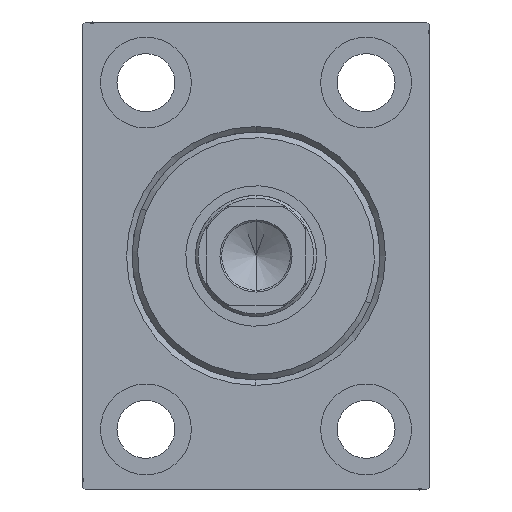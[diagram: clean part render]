
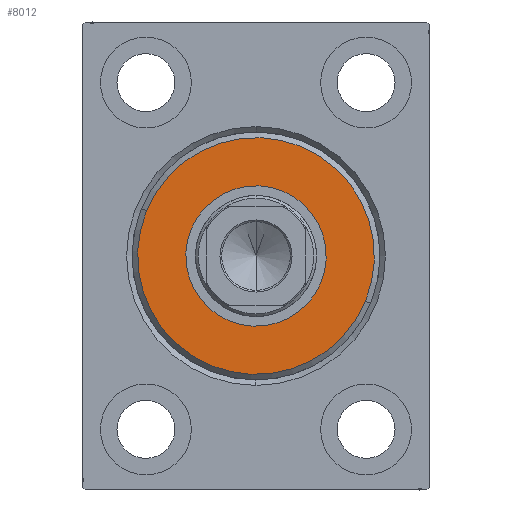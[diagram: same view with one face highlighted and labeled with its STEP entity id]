
A CAD part, left-side view. The second image highlights one B-rep face of the part: STEP entity #8012.
In plain terms, the highlighted face is planar.
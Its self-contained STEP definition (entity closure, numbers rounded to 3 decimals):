
#220 = DIRECTION ( 'NONE',  ( 0., 0., -1. ) ) ;
#1476 = AXIS2_PLACEMENT_3D ( 'NONE', #19065, #33467, #29701 ) ;
#3304 = PLANE ( 'NONE',  #13707 ) ;
#4532 = CARTESIAN_POINT ( 'NONE',  ( 3., 0., -12.75 ) ) ;
#5407 = CIRCLE ( 'NONE', #11755, 21.5 ) ;
#6060 = DIRECTION ( 'NONE',  ( -1., 0., 0. ) ) ;
#6454 = VERTEX_POINT ( 'NONE', #26250 ) ;
#8012 = ADVANCED_FACE ( 'NONE', ( #13447, #16977 ), #3304, .T. ) ;
#8331 = AXIS2_PLACEMENT_3D ( 'NONE', #36362, #6060, #15107 ) ;
#11755 = AXIS2_PLACEMENT_3D ( 'NONE', #17663, #24745, #220 ) ;
#12036 = EDGE_LOOP ( 'NONE', ( #22516, #25899 ) ) ;
#12168 = DIRECTION ( 'NONE',  ( 0., 0., -1. ) ) ;
#13447 = FACE_OUTER_BOUND ( 'NONE', #12036, .T. ) ;
#13707 = AXIS2_PLACEMENT_3D ( 'NONE', #40675, #24272, #23839 ) ;
#15048 = DIRECTION ( 'NONE',  ( -1., 0., 0. ) ) ;
#15107 = DIRECTION ( 'NONE',  ( 0., 0., -1. ) ) ;
#15396 = CARTESIAN_POINT ( 'NONE',  ( 3., 0., 12.75 ) ) ;
#16042 = EDGE_CURVE ( 'NONE', #17592, #35064, #35678, .T. ) ;
#16485 = AXIS2_PLACEMENT_3D ( 'NONE', #42487, #15048, #12168 ) ;
#16977 = FACE_BOUND ( 'NONE', #22503, .T. ) ;
#17592 = VERTEX_POINT ( 'NONE', #4532 ) ;
#17663 = CARTESIAN_POINT ( 'NONE',  ( 3., 0., 0. ) ) ;
#19065 = CARTESIAN_POINT ( 'NONE',  ( 3., 0., 0. ) ) ;
#20505 = CIRCLE ( 'NONE', #1476, 21.5 ) ;
#20763 = ORIENTED_EDGE ( 'NONE', *, *, #29240, .T. ) ;
#21435 = VERTEX_POINT ( 'NONE', #33427 ) ;
#22503 = EDGE_LOOP ( 'NONE', ( #20763, #41797 ) ) ;
#22516 = ORIENTED_EDGE ( 'NONE', *, *, #41181, .T. ) ;
#23839 = DIRECTION ( 'NONE',  ( 0., 0., -1. ) ) ;
#24272 = DIRECTION ( 'NONE',  ( 1., 0., 0. ) ) ;
#24745 = DIRECTION ( 'NONE',  ( 1., 0., 0. ) ) ;
#25737 = EDGE_CURVE ( 'NONE', #6454, #21435, #5407, .T. ) ;
#25899 = ORIENTED_EDGE ( 'NONE', *, *, #25737, .T. ) ;
#26250 = CARTESIAN_POINT ( 'NONE',  ( 3., 0., -21.5 ) ) ;
#29240 = EDGE_CURVE ( 'NONE', #35064, #17592, #42934, .T. ) ;
#29701 = DIRECTION ( 'NONE',  ( 0., 0., -1. ) ) ;
#33427 = CARTESIAN_POINT ( 'NONE',  ( 3., 0., 21.5 ) ) ;
#33467 = DIRECTION ( 'NONE',  ( 1., 0., 0. ) ) ;
#35064 = VERTEX_POINT ( 'NONE', #15396 ) ;
#35678 = CIRCLE ( 'NONE', #16485, 12.75 ) ;
#36362 = CARTESIAN_POINT ( 'NONE',  ( 3., 0., 0. ) ) ;
#40675 = CARTESIAN_POINT ( 'NONE',  ( 3., 0., 0. ) ) ;
#41181 = EDGE_CURVE ( 'NONE', #21435, #6454, #20505, .T. ) ;
#41797 = ORIENTED_EDGE ( 'NONE', *, *, #16042, .T. ) ;
#42487 = CARTESIAN_POINT ( 'NONE',  ( 3., 0., 0. ) ) ;
#42934 = CIRCLE ( 'NONE', #8331, 12.75 ) ;
